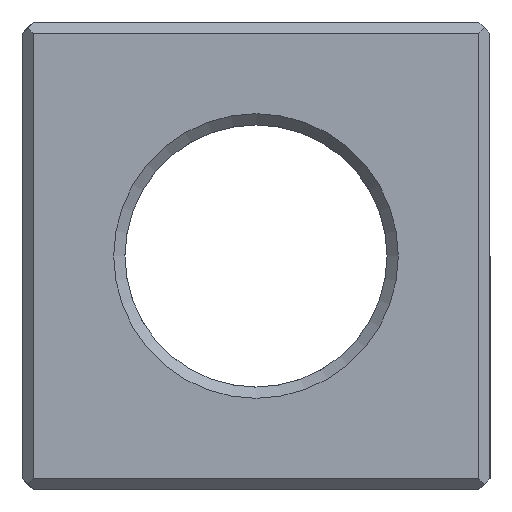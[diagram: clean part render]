
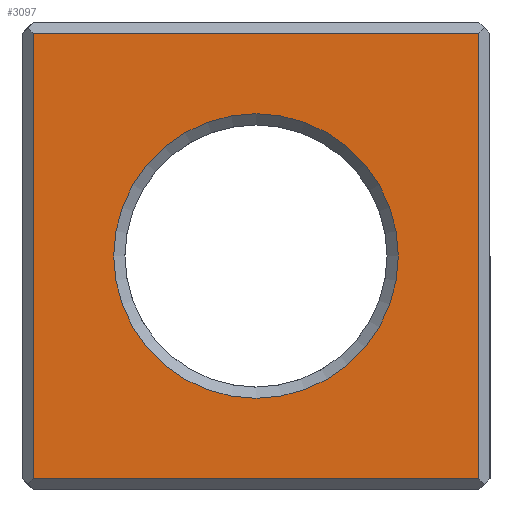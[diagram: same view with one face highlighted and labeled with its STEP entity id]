
A CAD part, left-side view. The second image highlights one B-rep face of the part: STEP entity #3097.
In plain terms, the highlighted planar face has unit normal (-1, 0, 0).
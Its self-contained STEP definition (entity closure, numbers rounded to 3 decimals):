
#72 = PLANE('',#73);
#73 = AXIS2_PLACEMENT_3D('',#74,#75,#76);
#74 = CARTESIAN_POINT('',(0.,0.,0.3));
#75 = DIRECTION('',(-0.707,0.,-0.707)
  );
#76 = DIRECTION('',(0.707,0.,-0.707));
#642 = PLANE('',#643);
#643 = AXIS2_PLACEMENT_3D('',#644,#645,#646);
#644 = CARTESIAN_POINT('',(0.3,12.5,0.));
#645 = DIRECTION('',(0.707,-0.707,0.));
#646 = DIRECTION('',(-0.707,-0.707,0.));
#873 = PLANE('',#874);
#874 = AXIS2_PLACEMENT_3D('',#875,#876,#877);
#875 = CARTESIAN_POINT('',(0.3,0.,0.));
#876 = DIRECTION('',(-0.707,-0.707,0.));
#877 = DIRECTION('',(-0.707,0.707,0.));
#941 = VERTEX_POINT('',#942);
#942 = CARTESIAN_POINT('',(0.,0.3,0.3));
#963 = EDGE_CURVE('',#941,#964,#966,.T.);
#964 = VERTEX_POINT('',#965);
#965 = CARTESIAN_POINT('',(0.,12.2,0.3));
#966 = SURFACE_CURVE('',#967,(#971,#978),.PCURVE_S1.);
#967 = LINE('',#968,#969);
#968 = CARTESIAN_POINT('',(0.,0.,0.3));
#969 = VECTOR('',#970,1.);
#970 = DIRECTION('',(0.,1.,0.));
#971 = PCURVE('',#72,#972);
#972 = DEFINITIONAL_REPRESENTATION('',(#973),#977);
#973 = LINE('',#974,#975);
#974 = CARTESIAN_POINT('',(0.,0.));
#975 = VECTOR('',#976,1.);
#976 = DIRECTION('',(0.,-1.));
#977 = ( GEOMETRIC_REPRESENTATION_CONTEXT(2) 
PARAMETRIC_REPRESENTATION_CONTEXT() REPRESENTATION_CONTEXT('2D SPACE',''
  ) );
#978 = PCURVE('',#979,#984);
#979 = PLANE('',#980);
#980 = AXIS2_PLACEMENT_3D('',#981,#982,#983);
#981 = CARTESIAN_POINT('',(0.,12.5,0.));
#982 = DIRECTION('',(1.,0.,0.));
#983 = DIRECTION('',(0.,-1.,0.));
#984 = DEFINITIONAL_REPRESENTATION('',(#985),#989);
#985 = LINE('',#986,#987);
#986 = CARTESIAN_POINT('',(12.5,-0.3));
#987 = VECTOR('',#988,1.);
#988 = DIRECTION('',(-1.,0.));
#989 = ( GEOMETRIC_REPRESENTATION_CONTEXT(2) 
PARAMETRIC_REPRESENTATION_CONTEXT() REPRESENTATION_CONTEXT('2D SPACE',''
  ) );
#2314 = VERTEX_POINT('',#2315);
#2315 = CARTESIAN_POINT('',(0.,12.2,12.2));
#2329 = PLANE('',#2330);
#2330 = AXIS2_PLACEMENT_3D('',#2331,#2332,#2333);
#2331 = CARTESIAN_POINT('',(0.3,0.,12.5));
#2332 = DIRECTION('',(-0.707,0.,0.707
    ));
#2333 = DIRECTION('',(-0.707,0.,-0.707
    ));
#2341 = EDGE_CURVE('',#964,#2314,#2342,.T.);
#2342 = SURFACE_CURVE('',#2343,(#2347,#2354),.PCURVE_S1.);
#2343 = LINE('',#2344,#2345);
#2344 = CARTESIAN_POINT('',(0.,12.2,0.));
#2345 = VECTOR('',#2346,1.);
#2346 = DIRECTION('',(0.,0.,1.));
#2347 = PCURVE('',#642,#2348);
#2348 = DEFINITIONAL_REPRESENTATION('',(#2349),#2353);
#2349 = LINE('',#2350,#2351);
#2350 = CARTESIAN_POINT('',(0.424,0.));
#2351 = VECTOR('',#2352,1.);
#2352 = DIRECTION('',(0.,-1.));
#2353 = ( GEOMETRIC_REPRESENTATION_CONTEXT(2) 
PARAMETRIC_REPRESENTATION_CONTEXT() REPRESENTATION_CONTEXT('2D SPACE',''
  ) );
#2354 = PCURVE('',#979,#2355);
#2355 = DEFINITIONAL_REPRESENTATION('',(#2356),#2360);
#2356 = LINE('',#2357,#2358);
#2357 = CARTESIAN_POINT('',(0.3,0.));
#2358 = VECTOR('',#2359,1.);
#2359 = DIRECTION('',(0.,-1.));
#2360 = ( GEOMETRIC_REPRESENTATION_CONTEXT(2) 
PARAMETRIC_REPRESENTATION_CONTEXT() REPRESENTATION_CONTEXT('2D SPACE',''
  ) );
#3054 = VERTEX_POINT('',#3055);
#3055 = CARTESIAN_POINT('',(0.,0.3,12.2));
#3076 = EDGE_CURVE('',#941,#3054,#3077,.T.);
#3077 = SURFACE_CURVE('',#3078,(#3082,#3089),.PCURVE_S1.);
#3078 = LINE('',#3079,#3080);
#3079 = CARTESIAN_POINT('',(0.,0.3,0.));
#3080 = VECTOR('',#3081,1.);
#3081 = DIRECTION('',(0.,0.,1.));
#3082 = PCURVE('',#873,#3083);
#3083 = DEFINITIONAL_REPRESENTATION('',(#3084),#3088);
#3084 = LINE('',#3085,#3086);
#3085 = CARTESIAN_POINT('',(0.424,0.));
#3086 = VECTOR('',#3087,1.);
#3087 = DIRECTION('',(0.,-1.));
#3088 = ( GEOMETRIC_REPRESENTATION_CONTEXT(2) 
PARAMETRIC_REPRESENTATION_CONTEXT() REPRESENTATION_CONTEXT('2D SPACE',''
  ) );
#3089 = PCURVE('',#979,#3090);
#3090 = DEFINITIONAL_REPRESENTATION('',(#3091),#3095);
#3091 = LINE('',#3092,#3093);
#3092 = CARTESIAN_POINT('',(12.2,0.));
#3093 = VECTOR('',#3094,1.);
#3094 = DIRECTION('',(0.,-1.));
#3095 = ( GEOMETRIC_REPRESENTATION_CONTEXT(2) 
PARAMETRIC_REPRESENTATION_CONTEXT() REPRESENTATION_CONTEXT('2D SPACE',''
  ) );
#3097 = ADVANCED_FACE('',(#3098,#3124),#979,.F.);
#3098 = FACE_BOUND('',#3099,.F.);
#3099 = EDGE_LOOP('',(#3100,#3101,#3102,#3103));
#3100 = ORIENTED_EDGE('',*,*,#3076,.F.);
#3101 = ORIENTED_EDGE('',*,*,#963,.T.);
#3102 = ORIENTED_EDGE('',*,*,#2341,.T.);
#3103 = ORIENTED_EDGE('',*,*,#3104,.F.);
#3104 = EDGE_CURVE('',#3054,#2314,#3105,.T.);
#3105 = SURFACE_CURVE('',#3106,(#3110,#3117),.PCURVE_S1.);
#3106 = LINE('',#3107,#3108);
#3107 = CARTESIAN_POINT('',(0.,0.,12.2));
#3108 = VECTOR('',#3109,1.);
#3109 = DIRECTION('',(0.,1.,0.));
#3110 = PCURVE('',#979,#3111);
#3111 = DEFINITIONAL_REPRESENTATION('',(#3112),#3116);
#3112 = LINE('',#3113,#3114);
#3113 = CARTESIAN_POINT('',(12.5,-12.2));
#3114 = VECTOR('',#3115,1.);
#3115 = DIRECTION('',(-1.,0.));
#3116 = ( GEOMETRIC_REPRESENTATION_CONTEXT(2) 
PARAMETRIC_REPRESENTATION_CONTEXT() REPRESENTATION_CONTEXT('2D SPACE',''
  ) );
#3117 = PCURVE('',#2329,#3118);
#3118 = DEFINITIONAL_REPRESENTATION('',(#3119),#3123);
#3119 = LINE('',#3120,#3121);
#3120 = CARTESIAN_POINT('',(0.424,0.));
#3121 = VECTOR('',#3122,1.);
#3122 = DIRECTION('',(0.,-1.));
#3123 = ( GEOMETRIC_REPRESENTATION_CONTEXT(2) 
PARAMETRIC_REPRESENTATION_CONTEXT() REPRESENTATION_CONTEXT('2D SPACE',''
  ) );
#3124 = FACE_BOUND('',#3125,.F.);
#3125 = EDGE_LOOP('',(#3126));
#3126 = ORIENTED_EDGE('',*,*,#3127,.T.);
#3127 = EDGE_CURVE('',#3128,#3128,#3130,.T.);
#3128 = VERTEX_POINT('',#3129);
#3129 = CARTESIAN_POINT('',(0.,2.45,6.25));
#3130 = SURFACE_CURVE('',#3131,(#3136,#3147),.PCURVE_S1.);
#3131 = CIRCLE('',#3132,3.8);
#3132 = AXIS2_PLACEMENT_3D('',#3133,#3134,#3135);
#3133 = CARTESIAN_POINT('',(0.,6.25,6.25));
#3134 = DIRECTION('',(-1.,0.,0.));
#3135 = DIRECTION('',(0.,-1.,0.));
#3136 = PCURVE('',#979,#3137);
#3137 = DEFINITIONAL_REPRESENTATION('',(#3138),#3146);
#3138 = ( BOUNDED_CURVE() B_SPLINE_CURVE(2,(#3139,#3140,#3141,#3142,
#3143,#3144,#3145),.UNSPECIFIED.,.T.,.F.) B_SPLINE_CURVE_WITH_KNOTS((1,2
    ,2,2,2,1),(-2.094,0.,2.094,4.189,
6.283,8.378),.UNSPECIFIED.) CURVE() 
GEOMETRIC_REPRESENTATION_ITEM() RATIONAL_B_SPLINE_CURVE((1.,0.5,1.,0.5,
1.,0.5,1.)) REPRESENTATION_ITEM('') );
#3139 = CARTESIAN_POINT('',(10.05,-6.25));
#3140 = CARTESIAN_POINT('',(10.05,-12.832));
#3141 = CARTESIAN_POINT('',(4.35,-9.541));
#3142 = CARTESIAN_POINT('',(-1.35,-6.25));
#3143 = CARTESIAN_POINT('',(4.35,-2.959));
#3144 = CARTESIAN_POINT('',(10.05,0.332));
#3145 = CARTESIAN_POINT('',(10.05,-6.25));
#3146 = ( GEOMETRIC_REPRESENTATION_CONTEXT(2) 
PARAMETRIC_REPRESENTATION_CONTEXT() REPRESENTATION_CONTEXT('2D SPACE',''
  ) );
#3147 = PCURVE('',#3148,#3153);
#3148 = CONICAL_SURFACE('',#3149,3.5,0.785);
#3149 = AXIS2_PLACEMENT_3D('',#3150,#3151,#3152);
#3150 = CARTESIAN_POINT('',(0.3,6.25,6.25));
#3151 = DIRECTION('',(-1.,-0.,-0.));
#3152 = DIRECTION('',(0.,-1.,0.));
#3153 = DEFINITIONAL_REPRESENTATION('',(#3154),#3158);
#3154 = LINE('',#3155,#3156);
#3155 = CARTESIAN_POINT('',(0.,0.3));
#3156 = VECTOR('',#3157,1.);
#3157 = DIRECTION('',(1.,0.));
#3158 = ( GEOMETRIC_REPRESENTATION_CONTEXT(2) 
PARAMETRIC_REPRESENTATION_CONTEXT() REPRESENTATION_CONTEXT('2D SPACE',''
  ) );
